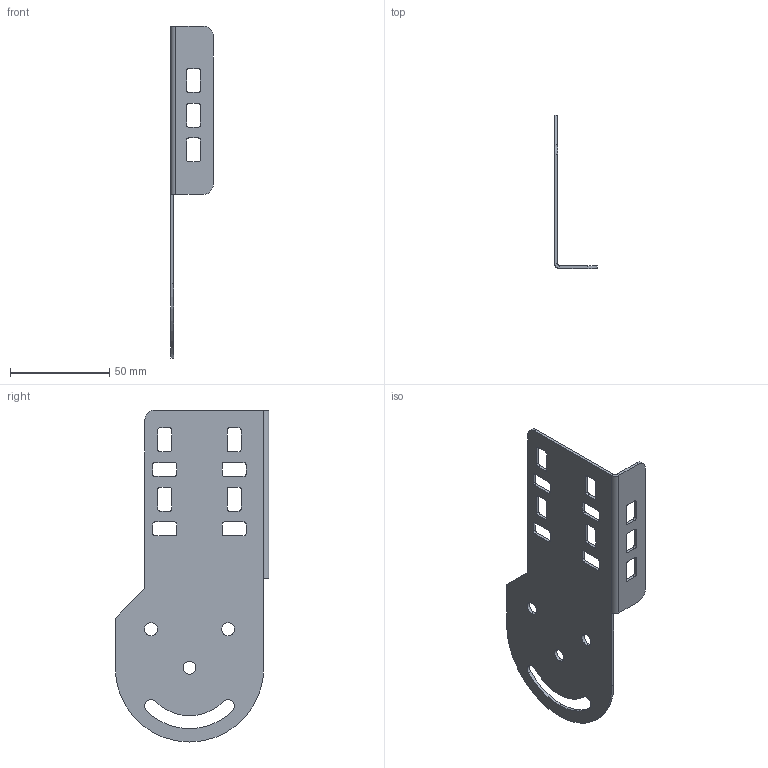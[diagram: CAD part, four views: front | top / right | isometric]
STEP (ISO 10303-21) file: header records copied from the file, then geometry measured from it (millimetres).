
FILE_DESCRIPTION (( 'STEP AP203' ), '1' );
FILE_NAME ('LE-SLH06-080 LESTA Ñîåäèíèòåëü øàðíèðí. ëåñòí. 80ìì IEK 1.STEP', '2023-03-23T06:43:28', ( '' ), ( '' ), 'SwSTEP 2.0', 'SolidWorks 2022', '' );
FILE_SCHEMA (( 'CONFIG_CONTROL_DESIGN' ));
Length unit declared in the file: millimetre
Products named in the file (1): LE-SLH06-080 LESTA Соединитель шарнирн. лестн. 80мм IEK 1
Bounding box: 21.5 x 77.5 x 167.5 mm (x, y, z)
Volume: 16501.4 mm3; surface area: 23574.3 mm2
Topology: 1 solids, 1 shells, 121 faces, 349 edges, 230 vertices
Faces by surface type: cylinder 63, plane 58
Entity records: 4142 total; most frequent: DIRECTION 719, CARTESIAN_POINT 701, ORIENTED_EDGE 698, EDGE_CURVE 349, AXIS2_PLACEMENT_3D 248, VERTEX_POINT 230, LINE 223, VECTOR 223
